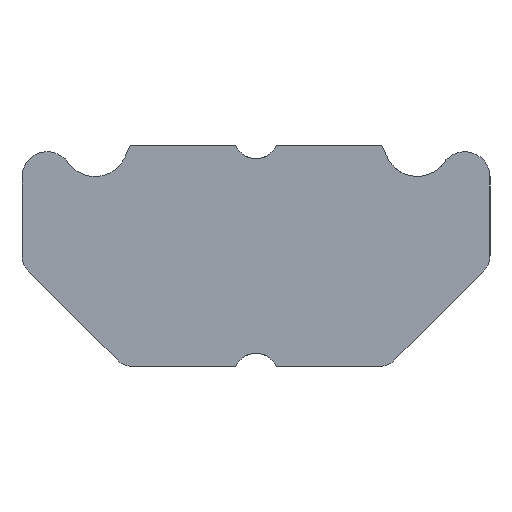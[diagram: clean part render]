
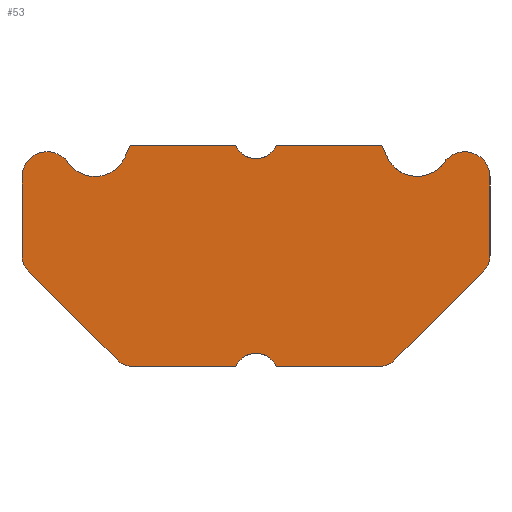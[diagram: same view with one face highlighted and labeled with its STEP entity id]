
A CAD part, left-side view. The second image highlights one B-rep face of the part: STEP entity #53.
In plain terms, the highlighted planar face has unit normal (-1, 0, 0).
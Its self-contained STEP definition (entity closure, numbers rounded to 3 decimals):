
#53=ADVANCED_FACE('',(#122),#123,.F.);
#122=FACE_OUTER_BOUND('',#205,.T.);
#123=PLANE('',#206);
#205=EDGE_LOOP('',(#308,#309,#310,#311,#312,#313,#314,#315,#316,#317,#318,#319,#320,#321,#322,#323,#324,#325,#326,#327));
#206=AXIS2_PLACEMENT_3D('',#328,#329,#330);
#308=ORIENTED_EDGE('',*,*,#545,.T.);
#309=ORIENTED_EDGE('',*,*,#546,.T.);
#310=ORIENTED_EDGE('',*,*,#547,.T.);
#311=ORIENTED_EDGE('',*,*,#548,.F.);
#312=ORIENTED_EDGE('',*,*,#523,.F.);
#313=ORIENTED_EDGE('',*,*,#549,.F.);
#314=ORIENTED_EDGE('',*,*,#550,.T.);
#315=ORIENTED_EDGE('',*,*,#551,.F.);
#316=ORIENTED_EDGE('',*,*,#552,.T.);
#317=ORIENTED_EDGE('',*,*,#553,.F.);
#318=ORIENTED_EDGE('',*,*,#554,.F.);
#319=ORIENTED_EDGE('',*,*,#555,.F.);
#320=ORIENTED_EDGE('',*,*,#556,.T.);
#321=ORIENTED_EDGE('',*,*,#557,.T.);
#322=ORIENTED_EDGE('',*,*,#558,.T.);
#323=ORIENTED_EDGE('',*,*,#559,.T.);
#324=ORIENTED_EDGE('',*,*,#560,.T.);
#325=ORIENTED_EDGE('',*,*,#561,.F.);
#326=ORIENTED_EDGE('',*,*,#562,.T.);
#327=ORIENTED_EDGE('',*,*,#563,.T.);
#328=CARTESIAN_POINT('',(0.,-5.3,-3.0));
#329=DIRECTION('',(1.0,0.,0.0));
#330=DIRECTION('',(0.,1.0,0.0));
#523=EDGE_CURVE('',#622,#618,#624,.T.);
#545=EDGE_CURVE('',#664,#665,#666,.T.);
#546=EDGE_CURVE('',#665,#667,#668,.F.);
#547=EDGE_CURVE('',#667,#669,#670,.T.);
#548=EDGE_CURVE('',#618,#669,#671,.T.);
#549=EDGE_CURVE('',#672,#622,#673,.T.);
#550=EDGE_CURVE('',#672,#674,#675,.T.);
#551=EDGE_CURVE('',#676,#674,#677,.T.);
#552=EDGE_CURVE('',#676,#678,#679,.T.);
#553=EDGE_CURVE('',#680,#678,#681,.T.);
#554=EDGE_CURVE('',#682,#680,#683,.T.);
#555=EDGE_CURVE('',#684,#682,#685,.T.);
#556=EDGE_CURVE('',#684,#686,#687,.T.);
#557=EDGE_CURVE('',#686,#688,#689,.F.);
#558=EDGE_CURVE('',#688,#690,#691,.T.);
#559=EDGE_CURVE('',#690,#692,#693,.F.);
#560=EDGE_CURVE('',#692,#694,#695,.T.);
#561=EDGE_CURVE('',#696,#694,#697,.T.);
#562=EDGE_CURVE('',#696,#698,#699,.T.);
#563=EDGE_CURVE('',#698,#664,#700,.F.);
#618=VERTEX_POINT('',#763);
#622=VERTEX_POINT('',#777);
#624=B_SPLINE_CURVE_WITH_KNOTS('',3,(#780,#781,#782,#783,#784,#785,#786,#787,#788,#789),.UNSPECIFIED.,.F.,.F.,(4,2,2,2,4),(0.0,0.25,0.5,0.75,1.0),.UNSPECIFIED.);
#664=VERTEX_POINT('',#839);
#665=VERTEX_POINT('',#840);
#666=LINE('',#841,#842);
#667=VERTEX_POINT('',#843);
#668=CIRCLE('',#844,0.5);
#669=VERTEX_POINT('',#845);
#670=LINE('',#846,#847);
#671=CIRCLE('',#848,0.57);
#672=VERTEX_POINT('',#849);
#673=LINE('',#850,#851);
#674=VERTEX_POINT('',#852);
#675=LINE('',#853,#854);
#676=VERTEX_POINT('',#855);
#677=CIRCLE('',#856,0.5);
#678=VERTEX_POINT('',#857);
#679=LINE('',#858,#859);
#680=VERTEX_POINT('',#860);
#681=LINE('',#861,#862);
#682=VERTEX_POINT('',#863);
#683=CIRCLE('',#864,0.75);
#684=VERTEX_POINT('',#865);
#685=CIRCLE('',#866,0.57);
#686=VERTEX_POINT('',#867);
#687=LINE('',#868,#869);
#688=VERTEX_POINT('',#870);
#689=CIRCLE('',#871,0.5);
#690=VERTEX_POINT('',#872);
#691=LINE('',#873,#874);
#692=VERTEX_POINT('',#875);
#693=CIRCLE('',#876,0.5);
#694=VERTEX_POINT('',#877);
#695=LINE('',#878,#879);
#696=VERTEX_POINT('',#880);
#697=CIRCLE('',#881,0.5);
#698=VERTEX_POINT('',#882);
#699=LINE('',#883,#884);
#700=CIRCLE('',#885,0.5);
#763=CARTESIAN_POINT('',(0.,-4.302,2.076));
#777=CARTESIAN_POINT('',(0.,-2.955,2.171));
#780=CARTESIAN_POINT('',(0.,-2.951,2.181));
#781=CARTESIAN_POINT('',(0.,-3.003,2.048));
#782=CARTESIAN_POINT('',(0.,-3.093,1.931));
#783=CARTESIAN_POINT('',(0.,-3.323,1.762));
#784=CARTESIAN_POINT('',(0.,-3.462,1.712));
#785=CARTESIAN_POINT('',(0.,-3.747,1.694));
#786=CARTESIAN_POINT('',(0.,-3.892,1.727));
#787=CARTESIAN_POINT('',(0.,-4.141,1.866));
#788=CARTESIAN_POINT('',(0.,-4.245,1.972));
#789=CARTESIAN_POINT('',(0.,-4.312,2.098));
#839=CARTESIAN_POINT('',(0.,-3.146,-2.454));
#840=CARTESIAN_POINT('',(0.,-5.154,-0.446));
#841=CARTESIAN_POINT('',(0.,-3.0,-2.6));
#842=VECTOR('',#1043,1.0);
#843=CARTESIAN_POINT('',(0.,-5.3,-0.093));
#844=AXIS2_PLACEMENT_3D('',#1044,#1045,#1046);
#845=CARTESIAN_POINT('',(0.,-5.3,1.691));
#846=CARTESIAN_POINT('',(0.,-5.3,-3.0));
#847=VECTOR('',#1047,1.0);
#848=AXIS2_PLACEMENT_3D('',#1048,#1049,#1050);
#849=CARTESIAN_POINT('',(0.,-2.85,2.4));
#850=CARTESIAN_POINT('',(0.,-2.85,2.4));
#851=VECTOR('',#1051,1.0);
#852=CARTESIAN_POINT('',(0.,-0.458,2.4));
#853=CARTESIAN_POINT('',(0.,-5.3,2.4));
#854=VECTOR('',#1052,1.0);
#855=CARTESIAN_POINT('',(0.,0.458,2.4));
#856=AXIS2_PLACEMENT_3D('',#1053,#1054,#1055);
#857=CARTESIAN_POINT('',(0.,2.85,2.4));
#858=CARTESIAN_POINT('',(0.,-5.3,2.4));
#859=VECTOR('',#1056,1.0);
#860=CARTESIAN_POINT('',(0.,2.966,2.142));
#861=CARTESIAN_POINT('',(0.,2.85,2.4));
#862=VECTOR('',#1057,1.0);
#863=CARTESIAN_POINT('',(0.,4.312,2.098));
#864=AXIS2_PLACEMENT_3D('',#1058,#1059,#1060);
#865=CARTESIAN_POINT('',(0.,5.3,1.691));
#866=AXIS2_PLACEMENT_3D('',#1061,#1062,#1063);
#867=CARTESIAN_POINT('',(0.,5.3,-0.093));
#868=CARTESIAN_POINT('',(0.,5.3,2.4));
#869=VECTOR('',#1064,1.0);
#870=CARTESIAN_POINT('',(0.,5.154,-0.446));
#871=AXIS2_PLACEMENT_3D('',#1065,#1066,#1067);
#872=CARTESIAN_POINT('',(0.,3.146,-2.454));
#873=CARTESIAN_POINT('',(0.,3.0,-2.6));
#874=VECTOR('',#1068,1.0);
#875=CARTESIAN_POINT('',(0.,2.793,-2.6));
#876=AXIS2_PLACEMENT_3D('',#1069,#1070,#1071);
#877=CARTESIAN_POINT('',(0.,0.458,-2.6));
#878=CARTESIAN_POINT('',(0.,4.674,-2.6));
#879=VECTOR('',#1072,1.0);
#880=CARTESIAN_POINT('',(0.,-0.458,-2.6));
#881=AXIS2_PLACEMENT_3D('',#1073,#1074,#1075);
#882=CARTESIAN_POINT('',(0.,-2.793,-2.6));
#883=CARTESIAN_POINT('',(0.,4.674,-2.6));
#884=VECTOR('',#1076,1.0);
#885=AXIS2_PLACEMENT_3D('',#1077,#1078,#1079);
#1043=DIRECTION('',(0.,-0.707,0.707));
#1044=CARTESIAN_POINT('',(0.0,-4.8,-0.093));
#1045=DIRECTION('',(1.0,0.,0.0));
#1046=DIRECTION('',(0.,1.0,0.0));
#1047=DIRECTION('',(0.,0.,1.0));
#1048=CARTESIAN_POINT('',(0.0,-4.73,1.691));
#1049=DIRECTION('',(1.0,0.,0.0));
#1050=DIRECTION('',(0.,1.0,0.0));
#1051=DIRECTION('',(0.,-0.415,-0.91));
#1052=DIRECTION('',(0.,1.0,0.0));
#1053=CARTESIAN_POINT('',(0.,0.,2.6));
#1054=DIRECTION('',(-1.0,0.,0.0));
#1055=DIRECTION('',(0.,-1.0,0.0));
#1056=DIRECTION('',(0.,1.0,0.0));
#1057=DIRECTION('',(0.,-0.411,0.912));
#1058=CARTESIAN_POINT('',(0.,3.65,2.45));
#1059=DIRECTION('',(-1.0,0.,0.0));
#1060=DIRECTION('',(0.,-1.0,0.0));
#1061=CARTESIAN_POINT('',(0.0,4.73,1.691));
#1062=DIRECTION('',(1.0,0.,0.0));
#1063=DIRECTION('',(0.,1.0,0.0));
#1064=DIRECTION('',(0.0,0.0,-1.0));
#1065=CARTESIAN_POINT('',(0.0,4.8,-0.093));
#1066=DIRECTION('',(1.0,0.,0.0));
#1067=DIRECTION('',(0.,1.0,0.0));
#1068=DIRECTION('',(0.,-0.707,-0.707));
#1069=CARTESIAN_POINT('',(0.0,2.793,-2.1));
#1070=DIRECTION('',(1.0,0.,0.0));
#1071=DIRECTION('',(0.,1.0,0.0));
#1072=DIRECTION('',(0.,-1.0,0.0));
#1073=CARTESIAN_POINT('',(0.,0.,-2.8));
#1074=DIRECTION('',(-1.0,0.,0.0));
#1075=DIRECTION('',(0.,-1.0,0.0));
#1076=DIRECTION('',(0.,-1.0,0.0));
#1077=CARTESIAN_POINT('',(0.0,-2.793,-2.1));
#1078=DIRECTION('',(1.0,0.,0.0));
#1079=DIRECTION('',(0.,1.0,0.0));
